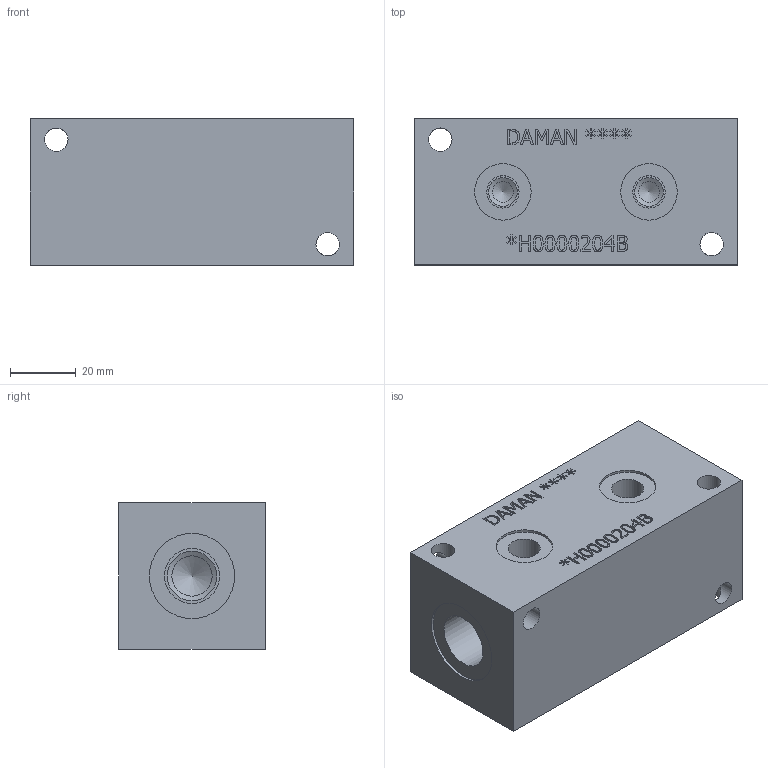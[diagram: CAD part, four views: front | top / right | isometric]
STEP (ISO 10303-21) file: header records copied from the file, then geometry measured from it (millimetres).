
FILE_DESCRIPTION(/* description */ (''),/* implementation_level */ '2;1');
FILE_NAME(/* name */ '_H0000204B.stp',/* time_stamp */ '2020-05-18T09:58:54-04:00',/* author */ ('alexanderw'),/* organization */ (''),/* preprocessor_version */ 'ST-DEVELOPER v17',/* originating_system */ 'Autodesk Inventor 2019',/* authorisation */ '');
FILE_SCHEMA (('AUTOMOTIVE_DESIGN { 1 0 10303 214 3 1 1 }'));
Length unit declared in the file: millimetre
Products named in the file (1): Part_AH0000204B.B02984R0_3D
Bounding box: 98.42 x 44.45 x 44.45 mm (x, y, z)
Volume: 176826.1 mm3; surface area: 28056.6 mm2
Topology: 1 solids, 1 shells, 352 faces, 958 edges, 642 vertices
Faces by surface type: plane 227, bspline 93, cylinder 24, cone 8
Full cylindrical faces by diameter (mm): 6.35 x2, 7.137 x8, 8.738 x2, 9.83 x2, 12.294 x2, 15.062 x2, 16.764 x2, 17.196 x2, 25.933 x2
Entity records: 11861 total; most frequent: CARTESIAN_POINT 3158, ORIENTED_EDGE 1908, DIRECTION 1370, EDGE_CURVE 954, LINE 686, VECTOR 686, VERTEX_POINT 642, EDGE_LOOP 402
